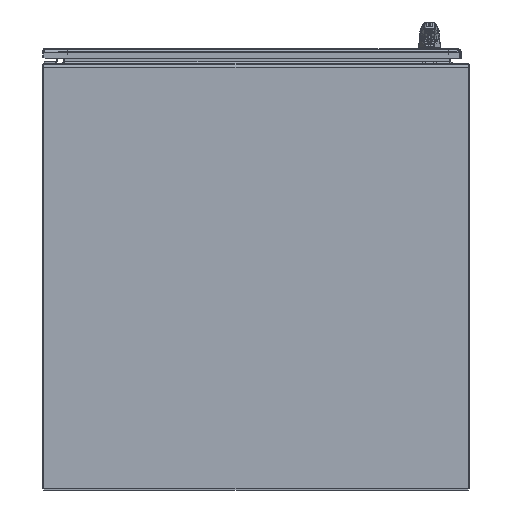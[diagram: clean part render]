
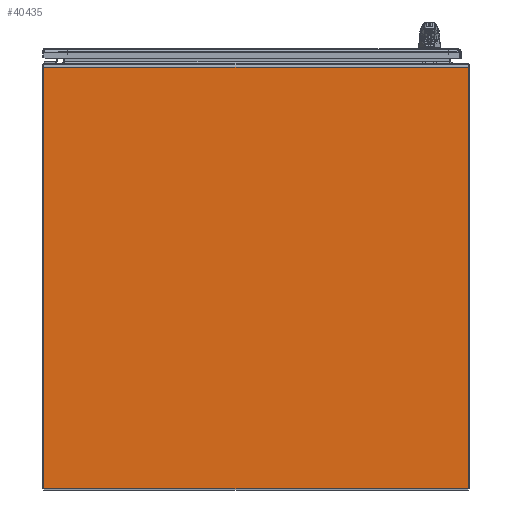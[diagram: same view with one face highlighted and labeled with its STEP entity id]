
A CAD part, front view. The second image highlights one B-rep face of the part: STEP entity #40435.
In plain terms, the highlighted face is planar.
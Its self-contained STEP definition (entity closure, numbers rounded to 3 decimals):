
#5570=FACE_OUTER_BOUND('',#8084,.T.);
#8084=EDGE_LOOP('',(#26958,#26959,#26960,#26961));
#10867=LINE('',#62093,#13822);
#10873=LINE('',#62111,#13828);
#10876=LINE('',#62117,#13831);
#10877=LINE('',#62118,#13832);
#13822=VECTOR('',#49241,0.394);
#13828=VECTOR('',#49265,0.394);
#13831=VECTOR('',#49270,0.394);
#13832=VECTOR('',#49271,0.394);
#16723=VERTEX_POINT('',#62090);
#16724=VERTEX_POINT('',#62092);
#16727=VERTEX_POINT('',#62110);
#16729=VERTEX_POINT('',#62116);
#20584=EDGE_CURVE('',#16724,#16723,#10867,.T.);
#20593=EDGE_CURVE('',#16724,#16727,#10873,.T.);
#20596=EDGE_CURVE('',#16729,#16723,#10876,.T.);
#20597=EDGE_CURVE('',#16727,#16729,#10877,.T.);
#26958=ORIENTED_EDGE('',*,*,#20584,.T.);
#26959=ORIENTED_EDGE('',*,*,#20596,.F.);
#26960=ORIENTED_EDGE('',*,*,#20597,.F.);
#26961=ORIENTED_EDGE('',*,*,#20593,.F.);
#38794=PLANE('',#43971);
#40435=ADVANCED_FACE('',(#5570),#38794,.T.);
#43971=AXIS2_PLACEMENT_3D('',#62115,#49268,#49269);
#49241=DIRECTION('',(0.,1.,0.));
#49265=DIRECTION('',(-1.,0.,0.));
#49268=DIRECTION('center_axis',(0.,0.,1.));
#49269=DIRECTION('ref_axis',(1.,0.,0.));
#49270=DIRECTION('',(1.,0.,0.));
#49271=DIRECTION('',(0.,1.,0.));
#62090=CARTESIAN_POINT('',(17.709,17.959,0.104));
#62092=CARTESIAN_POINT('',(17.709,-17.959,0.104));
#62093=CARTESIAN_POINT('',(17.709,-8.979,0.104));
#62110=CARTESIAN_POINT('',(-17.959,-17.959,0.104));
#62111=CARTESIAN_POINT('',(17.959,-17.959,0.104));
#62115=CARTESIAN_POINT('Origin',(0.,0.,
0.104));
#62116=CARTESIAN_POINT('',(-17.959,17.959,0.104));
#62117=CARTESIAN_POINT('',(-17.959,17.959,0.104));
#62118=CARTESIAN_POINT('',(-17.959,-17.959,0.104));
